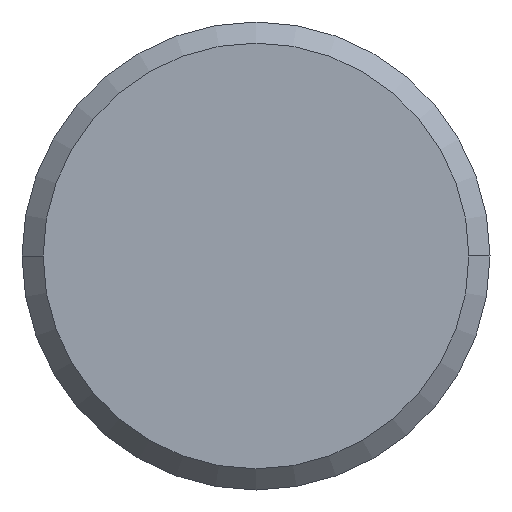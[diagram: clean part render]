
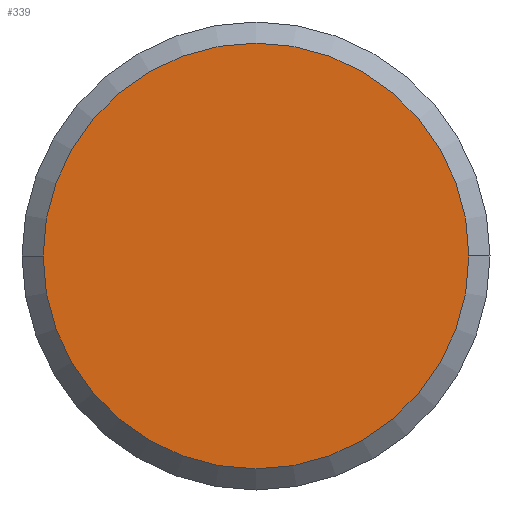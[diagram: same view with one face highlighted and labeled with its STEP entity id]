
A CAD part, front view. The second image highlights one B-rep face of the part: STEP entity #339.
In plain terms, the highlighted planar face has unit normal (0, -1, 0).
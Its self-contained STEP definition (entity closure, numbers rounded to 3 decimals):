
#233=VERTEX_POINT('',#572);
#339=ADVANCED_FACE('',(#691),#692,.T.);
#371=EDGE_CURVE('',#233,#401,#728,.T.);
#401=VERTEX_POINT('',#763);
#449=EDGE_CURVE('',#401,#233,#813,.T.);
#572=CARTESIAN_POINT('',(-10.918,-35.541,0.0));
#691=FACE_OUTER_BOUND('',#1170,.T.);
#692=PLANE('',#1171);
#728=CIRCLE('',#1219,10.918);
#763=CARTESIAN_POINT('',(10.918,-35.541,0.));
#813=CIRCLE('',#1375,10.918);
#1170=EDGE_LOOP('',(#1685,#1686));
#1171=AXIS2_PLACEMENT_3D('',#1687,#1688,#1689);
#1219=AXIS2_PLACEMENT_3D('',#1733,#1734,#1735);
#1375=AXIS2_PLACEMENT_3D('',#1819,#1820,#1821);
#1685=ORIENTED_EDGE('',*,*,#371,.F.);
#1686=ORIENTED_EDGE('',*,*,#449,.F.);
#1687=CARTESIAN_POINT('',(-5.459,-35.541,0.0));
#1688=DIRECTION('',(0.,-1.0,0.0));
#1689=DIRECTION('',(1.0,0.,0.0));
#1733=CARTESIAN_POINT('',(0.,-35.541,0.0));
#1734=DIRECTION('',(0.,1.0,0.0));
#1735=DIRECTION('',(-1.0,0.,0.0));
#1819=CARTESIAN_POINT('',(0.,-35.541,0.0));
#1820=DIRECTION('',(0.,1.0,0.0));
#1821=DIRECTION('',(-1.0,0.,0.0));
